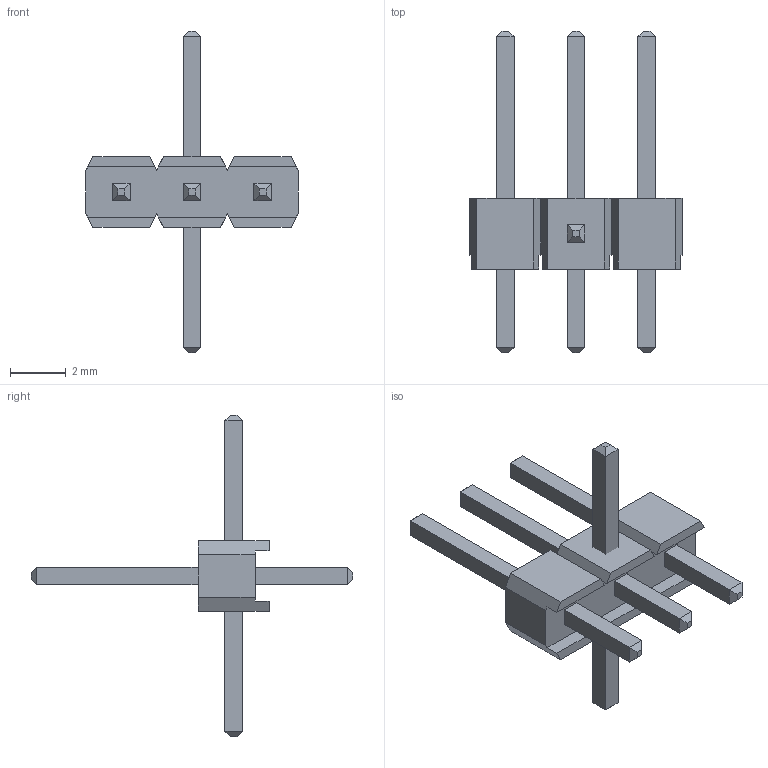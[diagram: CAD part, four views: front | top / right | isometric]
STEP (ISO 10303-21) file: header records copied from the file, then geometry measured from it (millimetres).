
FILE_DESCRIPTION( ( 'Unknown' ), '1' );
FILE_NAME( '61100311121.stp', 'Unknown', ( 'Unknown' ), ( 'Unknown' ), 'PSStep 14.0', 'Unknown', ' ' );
FILE_SCHEMA( ( 'AUTOMOTIVE_DESIGN { 1 0 10303 214 1 1 1 1 }' ) );
Length unit declared in the file: millimetre
Products named in the file (3): Assem1; 61300311121; 6130xx11121_PIN
Bounding box: 7.62 x 11.54 x 11.54 mm (x, y, z)
Volume: 94.4 mm3; surface area: 340.9 mm2
Topology: 6 solids, 6 shells, 148 faces, 376 edges, 240 vertices
Faces by surface type: plane 148
Entity records: 2366 total; most frequent: CARTESIAN_POINT 329, ORIENTED_EDGE 320, DIRECTION 290, EDGE_CURVE 160, LINE 160, VECTOR 160, VERTEX_POINT 104, EDGE_LOOP 66
